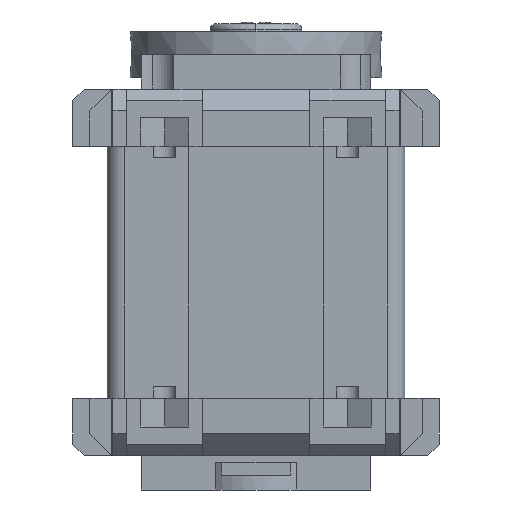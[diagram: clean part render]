
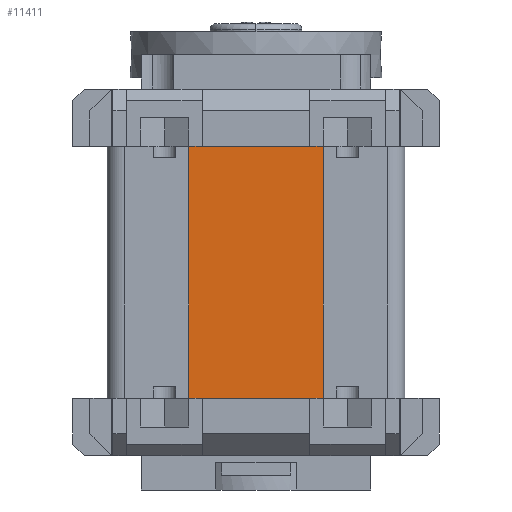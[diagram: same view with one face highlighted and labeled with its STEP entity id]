
A CAD part, front view. The second image highlights one B-rep face of the part: STEP entity #11411.
In plain terms, the highlighted planar face has unit normal (0, -1, 0).
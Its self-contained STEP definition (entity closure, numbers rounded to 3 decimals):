
#892=DIRECTION('',(1.,0.,0.));
#893=VECTOR('',#892,1.165);
#894=CARTESIAN_POINT('',(-5.865,-37.,-11.));
#895=LINE('',#894,#893);
#908=DIRECTION('',(1.,0.,0.));
#909=VECTOR('',#908,1.165);
#910=CARTESIAN_POINT('',(4.7,-37.,-11.));
#911=LINE('',#910,#909);
#1980=DIRECTION('',(1.,0.,0.));
#1981=VECTOR('',#1980,1.165);
#1982=CARTESIAN_POINT('',(-5.865,-37.,11.));
#1983=LINE('',#1982,#1981);
#1996=DIRECTION('',(1.,0.,0.));
#1997=VECTOR('',#1996,1.165);
#1998=CARTESIAN_POINT('',(4.7,-37.,11.));
#1999=LINE('',#1998,#1997);
#2736=DIRECTION('',(0.,0.,1.));
#2737=VECTOR('',#2736,22.);
#2738=CARTESIAN_POINT('',(5.865,-37.,-11.));
#2739=LINE('',#2738,#2737);
#2748=DIRECTION('',(0.,0.,1.));
#2749=VECTOR('',#2748,0.025);
#2750=CARTESIAN_POINT('',(4.7,-37.,-11.));
#2751=LINE('',#2750,#2749);
#2752=DIRECTION('',(-1.,0.,0.));
#2753=VECTOR('',#2752,9.4);
#2754=CARTESIAN_POINT('',(4.7,-37.,-10.975));
#2755=LINE('',#2754,#2753);
#2756=DIRECTION('',(0.,0.,-1.));
#2757=VECTOR('',#2756,0.025);
#2758=CARTESIAN_POINT('',(-4.7,-37.,-10.975));
#2759=LINE('',#2758,#2757);
#2760=DIRECTION('',(0.,0.,1.));
#2761=VECTOR('',#2760,22.);
#2762=CARTESIAN_POINT('',(-5.865,-37.,-11.));
#2763=LINE('',#2762,#2761);
#2764=DIRECTION('',(0.,0.,-1.));
#2765=VECTOR('',#2764,0.025);
#2766=CARTESIAN_POINT('',(-4.7,-37.,11.));
#2767=LINE('',#2766,#2765);
#2768=DIRECTION('',(1.,0.,0.));
#2769=VECTOR('',#2768,9.4);
#2770=CARTESIAN_POINT('',(-4.7,-37.,10.975));
#2771=LINE('',#2770,#2769);
#2772=DIRECTION('',(0.,0.,1.));
#2773=VECTOR('',#2772,0.025);
#2774=CARTESIAN_POINT('',(4.7,-37.,10.975));
#2775=LINE('',#2774,#2773);
#8081=CARTESIAN_POINT('',(5.865,-37.,11.));
#8082=VERTEX_POINT('',#8081);
#8083=CARTESIAN_POINT('',(-5.865,-37.,11.));
#8084=VERTEX_POINT('',#8083);
#8085=CARTESIAN_POINT('',(5.865,-37.,-11.));
#8086=VERTEX_POINT('',#8085);
#8087=CARTESIAN_POINT('',(-5.865,-37.,-11.));
#8088=VERTEX_POINT('',#8087);
#8249=CARTESIAN_POINT('',(4.7,-37.,-11.));
#8250=CARTESIAN_POINT('',(4.7,-37.,-10.975));
#8251=VERTEX_POINT('',#8249);
#8252=VERTEX_POINT('',#8250);
#8253=CARTESIAN_POINT('',(-4.7,-37.,-10.975));
#8254=VERTEX_POINT('',#8253);
#8255=CARTESIAN_POINT('',(-4.7,-37.,-11.));
#8256=VERTEX_POINT('',#8255);
#8261=CARTESIAN_POINT('',(4.7,-37.,10.975));
#8262=CARTESIAN_POINT('',(4.7,-37.,11.));
#8263=VERTEX_POINT('',#8261);
#8264=VERTEX_POINT('',#8262);
#8269=CARTESIAN_POINT('',(-4.7,-37.,11.));
#8270=CARTESIAN_POINT('',(-4.7,-37.,10.975));
#8271=VERTEX_POINT('',#8269);
#8272=VERTEX_POINT('',#8270);
#11385=CARTESIAN_POINT('',(0.,-37.,16.));
#11386=DIRECTION('',(0.,1.,0.));
#11387=DIRECTION('',(-1.,0.,0.));
#11388=AXIS2_PLACEMENT_3D('',#11385,#11386,#11387);
#11389=PLANE('',#11388);
#11391=ORIENTED_EDGE('',*,*,#11390,.T.);
#11393=ORIENTED_EDGE('',*,*,#11392,.T.);
#11395=ORIENTED_EDGE('',*,*,#11394,.T.);
#11396=ORIENTED_EDGE('',*,*,#9366,.F.);
#11398=ORIENTED_EDGE('',*,*,#11397,.T.);
#11399=ORIENTED_EDGE('',*,*,#10459,.T.);
#11401=ORIENTED_EDGE('',*,*,#11400,.T.);
#11403=ORIENTED_EDGE('',*,*,#11402,.T.);
#11405=ORIENTED_EDGE('',*,*,#11404,.T.);
#11406=ORIENTED_EDGE('',*,*,#10475,.T.);
#11407=ORIENTED_EDGE('',*,*,#11348,.F.);
#11408=ORIENTED_EDGE('',*,*,#9381,.F.);
#11409=EDGE_LOOP('',(#11391,#11393,#11395,#11396,#11398,#11399,#11401,#11403,
#11405,#11406,#11407,#11408));
#11410=FACE_OUTER_BOUND('',#11409,.F.);
#11411=ADVANCED_FACE('',(#11410),#11389,.F.);
#9366=EDGE_CURVE('',#8088,#8256,#895,.T.);
#9381=EDGE_CURVE('',#8251,#8086,#911,.T.);
#10459=EDGE_CURVE('',#8084,#8271,#1983,.T.);
#10475=EDGE_CURVE('',#8264,#8082,#1999,.T.);
#11348=EDGE_CURVE('',#8086,#8082,#2739,.T.);
#11390=EDGE_CURVE('',#8251,#8252,#2751,.T.);
#11392=EDGE_CURVE('',#8252,#8254,#2755,.T.);
#11394=EDGE_CURVE('',#8254,#8256,#2759,.T.);
#11397=EDGE_CURVE('',#8088,#8084,#2763,.T.);
#11400=EDGE_CURVE('',#8271,#8272,#2767,.T.);
#11402=EDGE_CURVE('',#8272,#8263,#2771,.T.);
#11404=EDGE_CURVE('',#8263,#8264,#2775,.T.);
